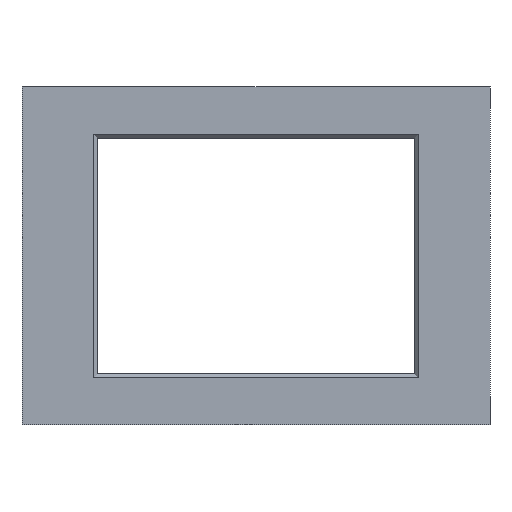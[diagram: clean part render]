
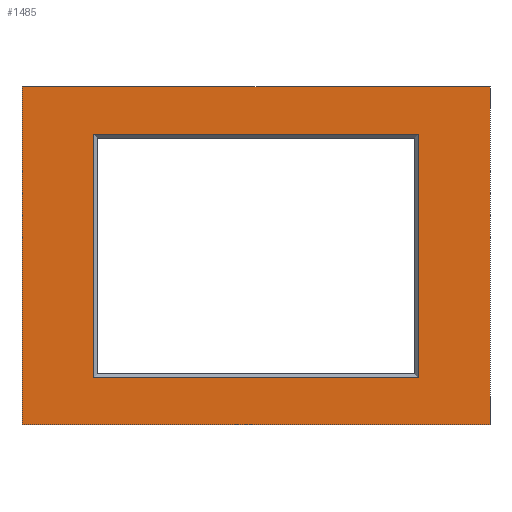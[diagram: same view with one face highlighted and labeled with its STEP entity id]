
A CAD part, front view. The second image highlights one B-rep face of the part: STEP entity #1485.
In plain terms, the highlighted planar face has unit normal (0, -1, 0).
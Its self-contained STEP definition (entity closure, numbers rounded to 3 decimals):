
#29=FACE_BOUND('',#204,.T.);
#121=FACE_OUTER_BOUND('',#203,.T.);
#203=EDGE_LOOP('',(#1327,#1328,#1329,#1330));
#204=EDGE_LOOP('',(#1331,#1332,#1333,#1334));
#353=LINE('',#2433,#517);
#355=LINE('',#2438,#519);
#360=LINE('',#2446,#524);
#362=LINE('',#2449,#526);
#363=LINE('',#2453,#527);
#364=LINE('',#2455,#528);
#365=LINE('',#2457,#529);
#366=LINE('',#2458,#530);
#517=VECTOR('',#2008,10.);
#519=VECTOR('',#2012,10.);
#524=VECTOR('',#2019,10.);
#526=VECTOR('',#2023,10.);
#527=VECTOR('',#2026,10.);
#528=VECTOR('',#2027,10.);
#529=VECTOR('',#2028,10.);
#530=VECTOR('',#2029,10.);
#709=VERTEX_POINT('',#2430);
#710=VERTEX_POINT('',#2432);
#711=VERTEX_POINT('',#2436);
#712=VERTEX_POINT('',#2437);
#715=VERTEX_POINT('',#2451);
#716=VERTEX_POINT('',#2452);
#717=VERTEX_POINT('',#2454);
#718=VERTEX_POINT('',#2456);
#913=EDGE_CURVE('',#709,#710,#353,.T.);
#915=EDGE_CURVE('',#711,#712,#355,.T.);
#920=EDGE_CURVE('',#712,#709,#360,.T.);
#922=EDGE_CURVE('',#710,#711,#362,.T.);
#923=EDGE_CURVE('',#715,#716,#363,.T.);
#924=EDGE_CURVE('',#717,#715,#364,.T.);
#925=EDGE_CURVE('',#718,#717,#365,.T.);
#926=EDGE_CURVE('',#716,#718,#366,.T.);
#1327=ORIENTED_EDGE('',*,*,#923,.F.);
#1328=ORIENTED_EDGE('',*,*,#924,.F.);
#1329=ORIENTED_EDGE('',*,*,#925,.F.);
#1330=ORIENTED_EDGE('',*,*,#926,.F.);
#1331=ORIENTED_EDGE('',*,*,#915,.F.);
#1332=ORIENTED_EDGE('',*,*,#922,.F.);
#1333=ORIENTED_EDGE('',*,*,#913,.F.);
#1334=ORIENTED_EDGE('',*,*,#920,.F.);
#1409=PLANE('',#1625);
#1485=ADVANCED_FACE('',(#121,#29),#1409,.F.);
#1625=AXIS2_PLACEMENT_3D('',#2450,#2024,#2025);
#2008=DIRECTION('',(0.,0.,-1.));
#2012=DIRECTION('',(0.,0.,1.));
#2019=DIRECTION('',(-1.,0.,0.));
#2023=DIRECTION('',(1.,0.,0.));
#2024=DIRECTION('center_axis',(0.,1.,0.));
#2025=DIRECTION('ref_axis',(1.,0.,0.));
#2026=DIRECTION('',(0.,0.,1.));
#2027=DIRECTION('',(-1.,0.,0.));
#2028=DIRECTION('',(0.,0.,-1.));
#2029=DIRECTION('',(1.,0.,0.));
#2430=CARTESIAN_POINT('',(-62.5,0.,46.8));
#2432=CARTESIAN_POINT('',(-62.5,0.,-46.8));
#2433=CARTESIAN_POINT('',(-62.5,0.,22.65));
#2436=CARTESIAN_POINT('',(62.5,0.,-46.8));
#2437=CARTESIAN_POINT('',(62.5,0.,46.8));
#2438=CARTESIAN_POINT('',(62.5,0.,-22.65));
#2446=CARTESIAN_POINT('',(30.5,0.,46.8));
#2449=CARTESIAN_POINT('',(-30.5,0.,-46.8));
#2450=CARTESIAN_POINT('Origin',(0.,0.,0.));
#2451=CARTESIAN_POINT('',(-90.,0.,-65.));
#2452=CARTESIAN_POINT('',(-90.,0.,65.));
#2453=CARTESIAN_POINT('',(-90.,0.,-65.));
#2454=CARTESIAN_POINT('',(90.,0.,-65.));
#2455=CARTESIAN_POINT('',(90.,0.,-65.));
#2456=CARTESIAN_POINT('',(90.,0.,65.));
#2457=CARTESIAN_POINT('',(90.,0.,65.));
#2458=CARTESIAN_POINT('',(-90.,0.,65.));
